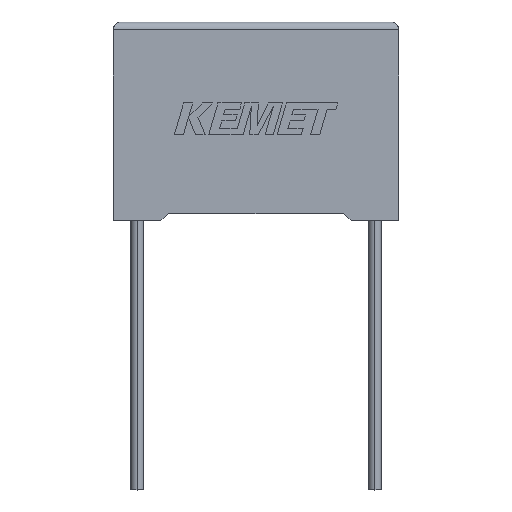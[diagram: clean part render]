
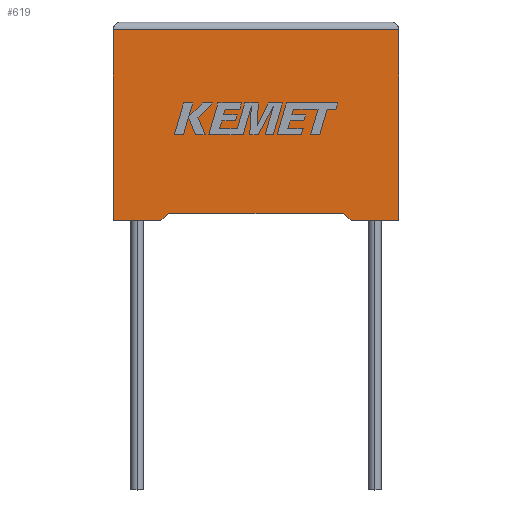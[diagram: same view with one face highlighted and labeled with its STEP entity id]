
A CAD part, top view. The second image highlights one B-rep face of the part: STEP entity #619.
In plain terms, the highlighted planar face has unit normal (0, 0, 1).
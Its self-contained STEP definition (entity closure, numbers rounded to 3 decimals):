
#73 = ORIENTED_EDGE ( 'NONE', *, *, #1982, .T. ) ;
#107 = CARTESIAN_POINT ( 'NONE',  ( 0., 0., 5.5 ) ) ;
#129 = DIRECTION ( 'NONE',  ( -1., 0., 0. ) ) ;
#134 = VECTOR ( 'NONE', #1537, 1000. ) ;
#191 = CARTESIAN_POINT ( 'NONE',  ( 0., 0., 5.5 ) ) ;
#196 = EDGE_CURVE ( 'NONE', #1959, #622, #1176, .T. ) ;
#284 = ORIENTED_EDGE ( 'NONE', *, *, #2192, .T. ) ;
#352 = ORIENTED_EDGE ( 'NONE', *, *, #2813, .T. ) ;
#395 = ORIENTED_EDGE ( 'NONE', *, *, #2158, .T. ) ;
#405 = ORIENTED_EDGE ( 'NONE', *, *, #1031, .F. ) ;
#500 = CARTESIAN_POINT ( 'NONE',  ( 15., 0., 5.5 ) ) ;
#530 = CARTESIAN_POINT ( 'NONE',  ( 18., 12., 5.5 ) ) ;
#619 = ADVANCED_FACE ( 'NONE', ( #1986 ), #2218, .F. ) ;
#622 = VERTEX_POINT ( 'NONE', #2706 ) ;
#644 = EDGE_CURVE ( 'NONE', #1959, #2473, #2005, .T. ) ;
#657 = LINE ( 'NONE', #191, #134 ) ;
#782 = EDGE_CURVE ( 'NONE', #1820, #1276, #2766, .T. ) ;
#804 = DIRECTION ( 'NONE',  ( 0., 0., -1. ) ) ;
#834 = CARTESIAN_POINT ( 'NONE',  ( 0., 0., 5.5 ) ) ;
#901 = LINE ( 'NONE', #1852, #1007 ) ;
#934 = VERTEX_POINT ( 'NONE', #2399 ) ;
#963 = VECTOR ( 'NONE', #2804, 1000. ) ;
#997 = VECTOR ( 'NONE', #1645, 1000. ) ;
#1007 = VECTOR ( 'NONE', #1623, 1000. ) ;
#1031 = EDGE_CURVE ( 'NONE', #622, #1276, #1895, .T. ) ;
#1051 = CARTESIAN_POINT ( 'NONE',  ( 14.5, 0.431, 5.5 ) ) ;
#1176 = LINE ( 'NONE', #1479, #997 ) ;
#1177 = CARTESIAN_POINT ( 'NONE',  ( 3., 0., 5.5 ) ) ;
#1198 = VECTOR ( 'NONE', #3003, 1000. ) ;
#1217 = LINE ( 'NONE', #1722, #2144 ) ;
#1276 = VERTEX_POINT ( 'NONE', #2342 ) ;
#1299 = VECTOR ( 'NONE', #1666, 1000. ) ;
#1479 = CARTESIAN_POINT ( 'NONE',  ( 9., 0.431, 5.5 ) ) ;
#1502 = DIRECTION ( 'NONE',  ( 0., -1., 0. ) ) ;
#1537 = DIRECTION ( 'NONE',  ( 1., 0., 0. ) ) ;
#1556 = VECTOR ( 'NONE', #2682, 1000. ) ;
#1623 = DIRECTION ( 'NONE',  ( -1., 0., 0. ) ) ;
#1640 = VERTEX_POINT ( 'NONE', #3007 ) ;
#1645 = DIRECTION ( 'NONE',  ( -1., 0., 0. ) ) ;
#1648 = CARTESIAN_POINT ( 'NONE',  ( 18., 0., 5.5 ) ) ;
#1666 = DIRECTION ( 'NONE',  ( 0., 1., 0. ) ) ;
#1701 = AXIS2_PLACEMENT_3D ( 'NONE', #834, #804, #129 ) ;
#1722 = CARTESIAN_POINT ( 'NONE',  ( 0., 0., 5.5 ) ) ;
#1790 = ORIENTED_EDGE ( 'NONE', *, *, #196, .F. ) ;
#1820 = VERTEX_POINT ( 'NONE', #107 ) ;
#1829 = EDGE_LOOP ( 'NONE', ( #284, #395, #352, #1975, #405, #1790, #2164, #73 ) ) ;
#1852 = CARTESIAN_POINT ( 'NONE',  ( 0., 12., 5.5 ) ) ;
#1895 = LINE ( 'NONE', #1177, #963 ) ;
#1959 = VERTEX_POINT ( 'NONE', #1051 ) ;
#1975 = ORIENTED_EDGE ( 'NONE', *, *, #782, .T. ) ;
#1982 = EDGE_CURVE ( 'NONE', #2473, #934, #657, .T. ) ;
#1986 = FACE_OUTER_BOUND ( 'NONE', #1829, .T. ) ;
#2005 = LINE ( 'NONE', #2959, #1556 ) ;
#2041 = CARTESIAN_POINT ( 'NONE',  ( 0., 0., 5.5 ) ) ;
#2144 = VECTOR ( 'NONE', #1502, 1000. ) ;
#2158 = EDGE_CURVE ( 'NONE', #2493, #1640, #901, .T. ) ;
#2164 = ORIENTED_EDGE ( 'NONE', *, *, #644, .T. ) ;
#2192 = EDGE_CURVE ( 'NONE', #934, #2493, #2836, .T. ) ;
#2218 = PLANE ( 'NONE',  #1701 ) ;
#2342 = CARTESIAN_POINT ( 'NONE',  ( 3., 0., 5.5 ) ) ;
#2399 = CARTESIAN_POINT ( 'NONE',  ( 18., 0., 5.5 ) ) ;
#2473 = VERTEX_POINT ( 'NONE', #500 ) ;
#2493 = VERTEX_POINT ( 'NONE', #530 ) ;
#2682 = DIRECTION ( 'NONE',  ( 0.757, -0.653, 0. ) ) ;
#2706 = CARTESIAN_POINT ( 'NONE',  ( 3.5, 0.431, 5.5 ) ) ;
#2766 = LINE ( 'NONE', #2041, #1198 ) ;
#2804 = DIRECTION ( 'NONE',  ( -0.757, -0.653, 0. ) ) ;
#2813 = EDGE_CURVE ( 'NONE', #1640, #1820, #1217, .T. ) ;
#2836 = LINE ( 'NONE', #1648, #1299 ) ;
#2959 = CARTESIAN_POINT ( 'NONE',  ( 15., 0., 5.5 ) ) ;
#3003 = DIRECTION ( 'NONE',  ( 1., 0., 0. ) ) ;
#3007 = CARTESIAN_POINT ( 'NONE',  ( 0., 12., 5.5 ) ) ;
